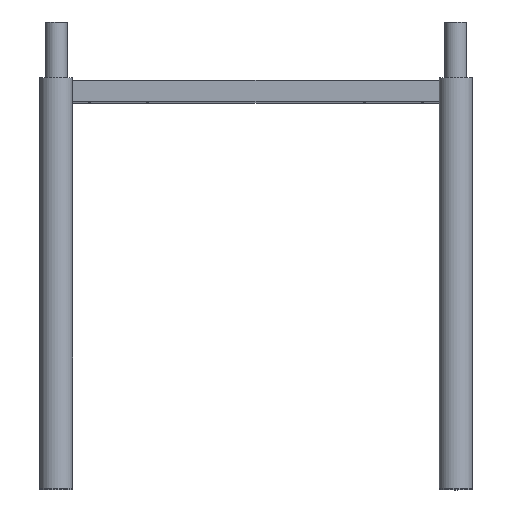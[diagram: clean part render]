
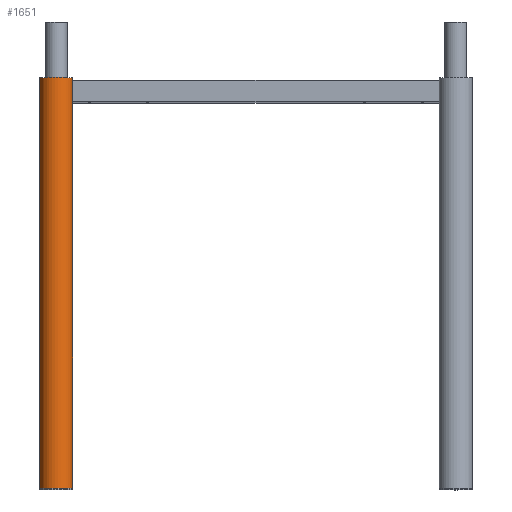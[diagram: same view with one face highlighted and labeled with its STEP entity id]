
A CAD part, top view. The second image highlights one B-rep face of the part: STEP entity #1651.
In plain terms, the highlighted cylindrical face has radius 15 mm (diameter 30 mm), a full revolution.
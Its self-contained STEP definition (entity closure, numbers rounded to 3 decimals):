
#95=B_SPLINE_CURVE_WITH_KNOTS('',3,(#2955,#2956,#2957,#2958,#2959,#2960,
#2961,#2962,#2963,#2964,#2965,#2966,#2967,#2968,#2969,#2970,#2971,#2972),
 .UNSPECIFIED.,.F.,.F.,(4,2,2,2,2,2,2,2,4),(0.529,0.662,
0.794,0.927,1.059,1.191,1.324,
1.456,1.588),.UNSPECIFIED.);
#96=B_SPLINE_CURVE_WITH_KNOTS('',3,(#2973,#2974,#2975,#2976,#2977,#2978,
#2979,#2980,#2981,#2982,#2983,#2984,#2985,#2986,#2987,#2988,#2989,#2990,
#2991),.UNSPECIFIED.,.F.,.F.,(4,2,2,2,3,2,2,2,4),(1.588,1.721,
1.853,1.986,2.118,2.25,2.383,
2.515,2.647),.UNSPECIFIED.);
#371=FACE_BOUND('',#622,.T.);
#372=FACE_BOUND('',#623,.T.);
#426=CYLINDRICAL_SURFACE('',#1956,15.);
#491=FACE_OUTER_BOUND('',#621,.T.);
#621=EDGE_LOOP('',(#1324));
#622=EDGE_LOOP('',(#1325,#1326));
#623=EDGE_LOOP('',(#1327));
#746=CIRCLE('',#1955,15.);
#747=CIRCLE('',#1957,15.);
#855=VERTEX_POINT('',#2953);
#856=VERTEX_POINT('',#2954);
#859=VERTEX_POINT('',#2999);
#860=VERTEX_POINT('',#3002);
#1026=EDGE_CURVE('',#855,#856,#95,.T.);
#1027=EDGE_CURVE('',#856,#855,#96,.T.);
#1030=EDGE_CURVE('',#859,#859,#746,.T.);
#1031=EDGE_CURVE('',#860,#860,#747,.T.);
#1324=ORIENTED_EDGE('',*,*,#1030,.T.);
#1325=ORIENTED_EDGE('',*,*,#1026,.T.);
#1326=ORIENTED_EDGE('',*,*,#1027,.T.);
#1327=ORIENTED_EDGE('',*,*,#1031,.F.);
#1651=ADVANCED_FACE('',(#491,#371,#372),#426,.T.);
#1955=AXIS2_PLACEMENT_3D('',#3000,#2302,#2303);
#1956=AXIS2_PLACEMENT_3D('',#3001,#2304,#2305);
#1957=AXIS2_PLACEMENT_3D('',#3003,#2306,#2307);
#2302=DIRECTION('center_axis',(0.,-1.,0.));
#2303=DIRECTION('ref_axis',(1.,0.,0.));
#2304=DIRECTION('center_axis',(0.,1.,0.));
#2305=DIRECTION('ref_axis',(1.,0.,0.));
#2306=DIRECTION('center_axis',(0.,-1.,0.));
#2307=DIRECTION('ref_axis',(1.,0.,0.));
#2953=CARTESIAN_POINT('',(15.,360.5,0.));
#2954=CARTESIAN_POINT('',(15.,353.5,0.));
#2955=CARTESIAN_POINT('Ctrl Pts',(15.,360.5,0.));
#2956=CARTESIAN_POINT('Ctrl Pts',(15.,360.5,-0.441));
#2957=CARTESIAN_POINT('Ctrl Pts',(14.979,360.411,-0.911));
#2958=CARTESIAN_POINT('Ctrl Pts',(14.901,360.054,-1.773));
#2959=CARTESIAN_POINT('Ctrl Pts',(14.846,359.785,-2.165));
#2960=CARTESIAN_POINT('Ctrl Pts',(14.743,359.165,-2.785));
#2961=CARTESIAN_POINT('Ctrl Pts',(14.687,358.773,-3.054));
#2962=CARTESIAN_POINT('Ctrl Pts',(14.608,357.911,-3.411));
#2963=CARTESIAN_POINT('Ctrl Pts',(14.586,357.441,-3.5));
#2964=CARTESIAN_POINT('Ctrl Pts',(14.586,356.559,-3.5));
#2965=CARTESIAN_POINT('Ctrl Pts',(14.608,356.089,-3.411));
#2966=CARTESIAN_POINT('Ctrl Pts',(14.687,355.227,-3.054));
#2967=CARTESIAN_POINT('Ctrl Pts',(14.743,354.835,-2.785));
#2968=CARTESIAN_POINT('Ctrl Pts',(14.846,354.215,-2.165));
#2969=CARTESIAN_POINT('Ctrl Pts',(14.901,353.946,-1.773));
#2970=CARTESIAN_POINT('Ctrl Pts',(14.979,353.589,-0.911));
#2971=CARTESIAN_POINT('Ctrl Pts',(15.,353.5,-0.441));
#2972=CARTESIAN_POINT('Ctrl Pts',(15.,353.5,0.));
#2973=CARTESIAN_POINT('Ctrl Pts',(15.,353.5,0.));
#2974=CARTESIAN_POINT('Ctrl Pts',(15.,353.5,0.441));
#2975=CARTESIAN_POINT('Ctrl Pts',(14.979,353.589,0.911));
#2976=CARTESIAN_POINT('Ctrl Pts',(14.901,353.946,1.773));
#2977=CARTESIAN_POINT('Ctrl Pts',(14.846,354.215,2.165));
#2978=CARTESIAN_POINT('Ctrl Pts',(14.743,354.835,2.785));
#2979=CARTESIAN_POINT('Ctrl Pts',(14.687,355.227,3.054));
#2980=CARTESIAN_POINT('Ctrl Pts',(14.608,356.089,3.411));
#2981=CARTESIAN_POINT('Ctrl Pts',(14.586,356.559,3.5));
#2982=CARTESIAN_POINT('Ctrl Pts',(14.586,357.,3.5));
#2983=CARTESIAN_POINT('Ctrl Pts',(14.586,357.441,3.5));
#2984=CARTESIAN_POINT('Ctrl Pts',(14.608,357.911,3.411));
#2985=CARTESIAN_POINT('Ctrl Pts',(14.687,358.773,3.054));
#2986=CARTESIAN_POINT('Ctrl Pts',(14.743,359.165,2.785));
#2987=CARTESIAN_POINT('Ctrl Pts',(14.846,359.785,2.165));
#2988=CARTESIAN_POINT('Ctrl Pts',(14.901,360.054,1.773));
#2989=CARTESIAN_POINT('Ctrl Pts',(14.979,360.411,0.911));
#2990=CARTESIAN_POINT('Ctrl Pts',(15.,360.5,0.441));
#2991=CARTESIAN_POINT('Ctrl Pts',(15.,360.5,0.));
#2999=CARTESIAN_POINT('',(-15.,370.,0.));
#3000=CARTESIAN_POINT('Origin',(0.,370.,0.));
#3001=CARTESIAN_POINT('Origin',(0.,0.,0.));
#3002=CARTESIAN_POINT('',(-15.,0.,0.));
#3003=CARTESIAN_POINT('Origin',(0.,0.,0.));
